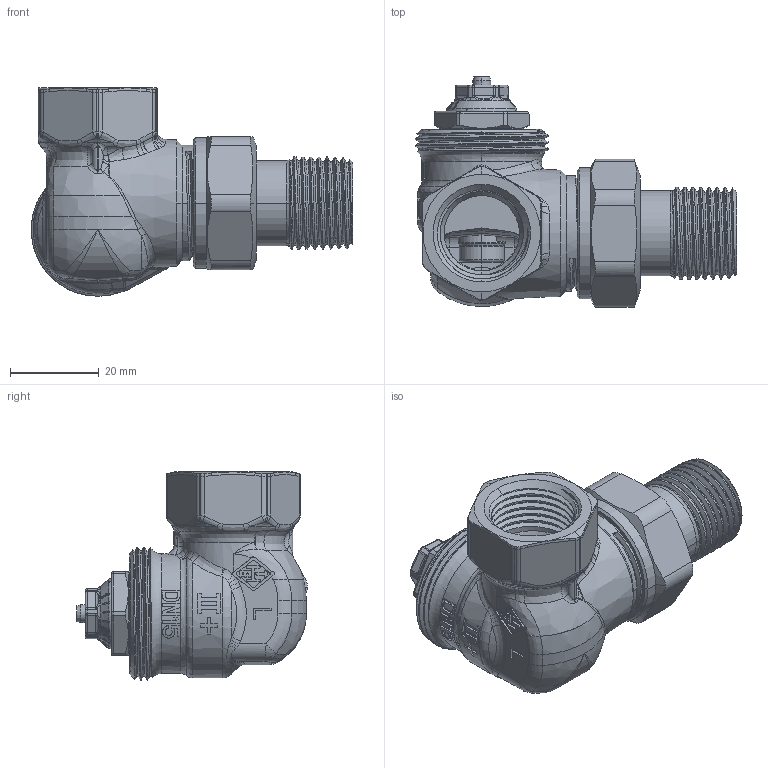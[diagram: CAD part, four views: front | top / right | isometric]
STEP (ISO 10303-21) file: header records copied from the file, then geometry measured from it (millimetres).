
FILE_DESCRIPTION((''),'2;1');
FILE_NAME('3933-02-000-GEW-O-B_SW0002','2015-03-09T',('marann'),(''),'PRO/ENGINEER BY PARAMETRIC TECHNOLOGY CORPORATION, 2011490','PRO/ENGINEER BY PARAMETRIC TECHNOLOGY CORPORATION, 2011490','');
FILE_SCHEMA(('CONFIG_CONTROL_DESIGN'));
Products named in the file (1): 3933-02-000-GEW-O-B_SW0002
Bounding box: 72.47 x 52.05 x 47 mm (x, y, z)
Volume: 31540.3 mm3; surface area: 24567 mm2
Topology: 2 solids, 2 shells, 1436 faces, 3642 edges, 2240 vertices
Faces by surface type: bspline 405, cylinder 368, plane 351, cone 131, torus 124, extrusion 50, sphere 7
Entity records: 77972 total; most frequent: CARTESIAN_POINT 46889, ORIENTED_EDGE 7276, DIRECTION 5432, EDGE_CURVE 3638, VERTEX_POINT 2240, AXIS2_PLACEMENT_3D 2155, EDGE_LOOP 1486, B_SPLINE_CURVE_WITH_KNOTS 1442
